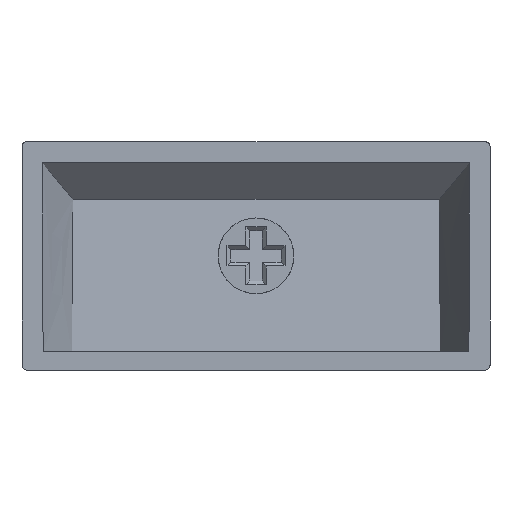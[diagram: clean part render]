
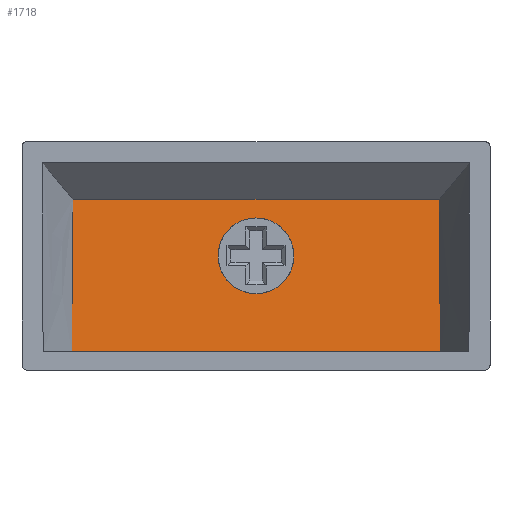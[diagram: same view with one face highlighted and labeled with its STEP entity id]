
A CAD part, front view. The second image highlights one B-rep face of the part: STEP entity #1718.
In plain terms, the highlighted planar face has unit normal (0, -0.995, 0.103).
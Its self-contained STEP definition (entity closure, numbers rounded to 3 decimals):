
#51 = CARTESIAN_POINT ( 'NONE',  ( 33.076, 5.9, -4.564 ) ) ;
#61 = CARTESIAN_POINT ( 'NONE',  ( 3.991, 5.375, -9.61 ) ) ;
#102 = CARTESIAN_POINT ( 'NONE',  ( 33.114, 5.304, -10.29 ) ) ;
#147 = VERTEX_POINT ( 'NONE', #1155 ) ;
#170 = VERTEX_POINT ( 'NONE', #349 ) ;
#212 = DIRECTION ( 'NONE',  ( 0., 0.995, -0.103 ) ) ;
#284 = ORIENTED_EDGE ( 'NONE', *, *, #1226, .F. ) ;
#292 =( BOUNDED_CURVE ( )  B_SPLINE_CURVE ( 3, ( #861, #662, #2568, #2335 ),
 .UNSPECIFIED., .F., .F. ) 
 B_SPLINE_CURVE_WITH_KNOTS ( ( 4, 4 ),
 ( 0., 3.142 ),
 .UNSPECIFIED. ) 
 CURVE ( )  GEOMETRIC_REPRESENTATION_ITEM ( )  RATIONAL_B_SPLINE_CURVE ( ( 1., 0.333, 0.333, 1. ) ) 
 REPRESENTATION_ITEM ( '' )  );
#307 = ORIENTED_EDGE ( 'NONE', *, *, #440, .F. ) ;
#349 = CARTESIAN_POINT ( 'NONE',  ( 18.55, 5.747, -6.037 ) ) ;
#375 = EDGE_LOOP ( 'NONE', ( #2527, #2534, #284, #575 ) ) ;
#440 = EDGE_CURVE ( 'NONE', #170, #2330, #947, .T. ) ;
#443 = B_SPLINE_CURVE_WITH_KNOTS ( 'NONE', 3,
 ( #2267, #1023, #1528, #2571, #912, #61, #703, #2139, #1115, #1939 ),
 .UNSPECIFIED., .F., .F.,
 ( 4, 3, 3, 4 ),
 ( 0., 0.004, 0.008, 0.012 ),
 .UNSPECIFIED. ) ;
#497 = FACE_BOUND ( 'NONE', #1804, .T. ) ;
#530 = CARTESIAN_POINT ( 'NONE',  ( 33.163, 4.648, -16.6 ) ) ;
#551 = EDGE_CURVE ( 'NONE', #2330, #170, #292, .T. ) ;
#573 = CARTESIAN_POINT ( 'NONE',  ( 12.55, 5.123, -12.037 ) ) ;
#575 = ORIENTED_EDGE ( 'NONE', *, *, #1786, .T. ) ;
#588 = LINE ( 'NONE', #1882, #1571 ) ;
#597 = EDGE_CURVE ( 'NONE', #1156, #2587, #1375, .T. ) ;
#662 = CARTESIAN_POINT ( 'NONE',  ( 24.55, 5.123, -12.037 ) ) ;
#703 = CARTESIAN_POINT ( 'NONE',  ( 3.999, 5.506, -8.349 ) ) ;
#756 = CARTESIAN_POINT ( 'NONE',  ( 33.085, 5.745, -6.052 ) ) ;
#861 = CARTESIAN_POINT ( 'NONE',  ( 18.55, 5.123, -12.037 ) ) ;
#879 = B_SPLINE_CURVE_WITH_KNOTS ( 'NONE', 3,
 ( #51, #756, #1776, #2213, #102, #1175, #1358, #2415, #1568, #530 ),
 .UNSPECIFIED., .F., .F.,
 ( 4, 3, 3, 4 ),
 ( 0., 0.004, 0.008, 0.012 ),
 .UNSPECIFIED. ) ;
#912 = CARTESIAN_POINT ( 'NONE',  ( 3.982, 5.244, -10.872 ) ) ;
#947 =( BOUNDED_CURVE ( )  B_SPLINE_CURVE ( 3, ( #2674, #1825, #573, #2239 ),
 .UNSPECIFIED., .F., .F. ) 
 B_SPLINE_CURVE_WITH_KNOTS ( ( 4, 4 ),
 ( 3.142, 6.283 ),
 .UNSPECIFIED. ) 
 CURVE ( )  GEOMETRIC_REPRESENTATION_ITEM ( )  RATIONAL_B_SPLINE_CURVE ( ( 1., 0.333, 0.333, 1. ) ) 
 REPRESENTATION_ITEM ( '' )  );
#990 = VECTOR ( 'NONE', #2114, 1000. ) ;
#1023 = CARTESIAN_POINT ( 'NONE',  ( 3.95, 4.803, -15.111 ) ) ;
#1109 = CARTESIAN_POINT ( 'NONE',  ( 0., 5.9, -4.564 ) ) ;
#1115 = CARTESIAN_POINT ( 'NONE',  ( 4.016, 5.769, -5.825 ) ) ;
#1155 = CARTESIAN_POINT ( 'NONE',  ( 3.937, 4.648, -16.6 ) ) ;
#1156 = VERTEX_POINT ( 'NONE', #1221 ) ;
#1175 = CARTESIAN_POINT ( 'NONE',  ( 33.123, 5.173, -11.552 ) ) ;
#1221 = CARTESIAN_POINT ( 'NONE',  ( 4.024, 5.9, -4.564 ) ) ;
#1226 = EDGE_CURVE ( 'NONE', #147, #1156, #443, .T. ) ;
#1272 = EDGE_CURVE ( 'NONE', #2587, #2235, #879, .T. ) ;
#1358 = CARTESIAN_POINT ( 'NONE',  ( 33.133, 5.042, -12.814 ) ) ;
#1373 = FACE_OUTER_BOUND ( 'NONE', #375, .T. ) ;
#1375 = LINE ( 'NONE', #1109, #990 ) ;
#1457 = CARTESIAN_POINT ( 'NONE',  ( 0., 6.306, -0.656 ) ) ;
#1490 = CARTESIAN_POINT ( 'NONE',  ( 18.55, 5.123, -12.037 ) ) ;
#1518 = CARTESIAN_POINT ( 'NONE',  ( 33.163, 4.648, -16.6 ) ) ;
#1528 = CARTESIAN_POINT ( 'NONE',  ( 3.961, 4.958, -13.622 ) ) ;
#1564 = AXIS2_PLACEMENT_3D ( 'NONE', #1457, #212, #2508 ) ;
#1568 = CARTESIAN_POINT ( 'NONE',  ( 33.152, 4.779, -15.338 ) ) ;
#1571 = VECTOR ( 'NONE', #2339, 1000. ) ;
#1666 = ORIENTED_EDGE ( 'NONE', *, *, #551, .F. ) ;
#1718 = ADVANCED_FACE ( 'NONE', ( #497, #1373 ), #2707, .F. ) ;
#1776 = CARTESIAN_POINT ( 'NONE',  ( 33.095, 5.59, -7.54 ) ) ;
#1786 = EDGE_CURVE ( 'NONE', #147, #2235, #588, .T. ) ;
#1804 = EDGE_LOOP ( 'NONE', ( #1666, #307 ) ) ;
#1825 = CARTESIAN_POINT ( 'NONE',  ( 12.55, 5.747, -6.037 ) ) ;
#1882 = CARTESIAN_POINT ( 'NONE',  ( 0., 4.648, -16.6 ) ) ;
#1939 = CARTESIAN_POINT ( 'NONE',  ( 4.024, 5.9, -4.564 ) ) ;
#2114 = DIRECTION ( 'NONE',  ( 1., 0., 0. ) ) ;
#2139 = CARTESIAN_POINT ( 'NONE',  ( 4.008, 5.637, -7.087 ) ) ;
#2204 = CARTESIAN_POINT ( 'NONE',  ( 33.076, 5.9, -4.564 ) ) ;
#2213 = CARTESIAN_POINT ( 'NONE',  ( 33.105, 5.435, -9.029 ) ) ;
#2235 = VERTEX_POINT ( 'NONE', #1518 ) ;
#2239 = CARTESIAN_POINT ( 'NONE',  ( 18.55, 5.123, -12.037 ) ) ;
#2267 = CARTESIAN_POINT ( 'NONE',  ( 3.937, 4.648, -16.6 ) ) ;
#2330 = VERTEX_POINT ( 'NONE', #1490 ) ;
#2335 = CARTESIAN_POINT ( 'NONE',  ( 18.55, 5.747, -6.037 ) ) ;
#2339 = DIRECTION ( 'NONE',  ( 1., 0., 0. ) ) ;
#2415 = CARTESIAN_POINT ( 'NONE',  ( 33.142, 4.91, -14.076 ) ) ;
#2508 = DIRECTION ( 'NONE',  ( 0., 0.103, 0.995 ) ) ;
#2527 = ORIENTED_EDGE ( 'NONE', *, *, #1272, .F. ) ;
#2534 = ORIENTED_EDGE ( 'NONE', *, *, #597, .F. ) ;
#2568 = CARTESIAN_POINT ( 'NONE',  ( 24.55, 5.747, -6.037 ) ) ;
#2571 = CARTESIAN_POINT ( 'NONE',  ( 3.972, 5.112, -12.133 ) ) ;
#2587 = VERTEX_POINT ( 'NONE', #2204 ) ;
#2674 = CARTESIAN_POINT ( 'NONE',  ( 18.55, 5.747, -6.037 ) ) ;
#2707 = PLANE ( 'NONE',  #1564 ) ;
